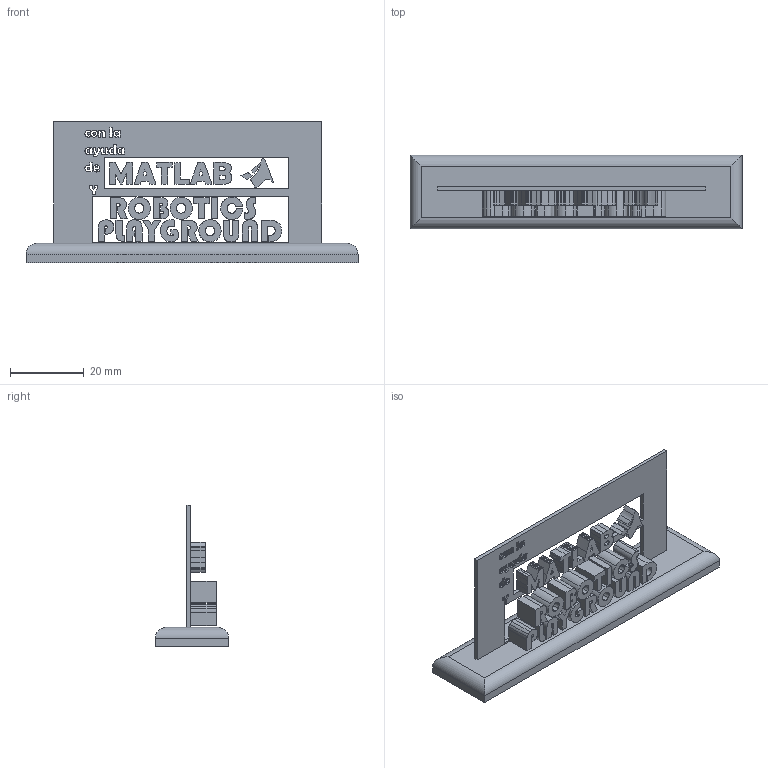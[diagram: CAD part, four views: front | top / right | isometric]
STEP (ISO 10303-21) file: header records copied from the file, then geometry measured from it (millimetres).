
FILE_DESCRIPTION(/* description */ (''),/* implementation_level */ '2;1');
FILE_NAME(/* name */ 'matlab_banner.step',/* time_stamp */ '2021-10-09T16:50:33-05:00',/* author */ (''),/* organization */ (''),/* preprocessor_version */ 'ST-DEVELOPER v18.1',/* originating_system */ 'Autodesk Translation Framework v10.10.0.1391',/* authorisation */ '');
FILE_SCHEMA (('AUTOMOTIVE_DESIGN { 1 0 10303 214 3 1 1 }'));
Length unit declared in the file: millimetre
Products named in the file (1): matlab_banner
Bounding box: 90 x 20 x 38.24 mm (x, y, z)
Volume: 13123.4 mm3; surface area: 12436.2 mm2
Topology: 35 solids, 35 shells, 940 faces, 2606 edges, 1732 vertices
Faces by surface type: bspline 718, plane 216, cylinder 6
Entity records: 31201 total; most frequent: CARTESIAN_POINT 12107, ORIENTED_EDGE 5212, EDGE_CURVE 2606, VERTEX_POINT 1732, DIRECTION 1611, B_SPLINE_CURVE_WITH_KNOTS 1429, LINE 1149, VECTOR 1149
